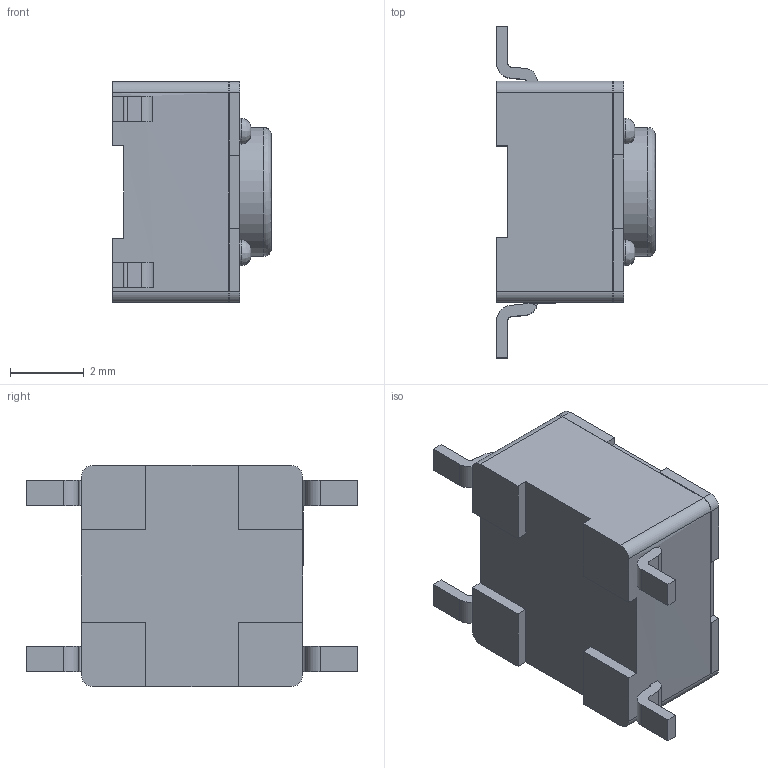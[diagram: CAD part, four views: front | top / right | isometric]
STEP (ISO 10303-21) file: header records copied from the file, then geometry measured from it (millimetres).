
FILE_DESCRIPTION( ( '' ), ' ' );
FILE_NAME( '5a04621e5b30fa1114af32e4.step', '2017-11-09T14:12:43', ( '' ), ( '' ), ' ', ' ', ' ' );
FILE_SCHEMA( ( 'AUTOMOTIVE_DESIGN { 1 0 10303 214 1 1 1 1 }' ) );
Length unit declared in the file: metre
Products named in the file (1): 1
Bounding box: 4.3 x 9 x 6 mm (x, y, z)
Volume: 126.7 mm3; surface area: 191.6 mm2
Topology: 1 solids, 1 shells, 110 faces, 293 edges, 196 vertices
Faces by surface type: plane 77, cylinder 28, bspline 4, revolution 1
Full cylindrical faces by diameter (mm): 0.7 x4, 3.5 x1
Entity records: 4350 total; most frequent: CARTESIAN_POINT 748, ORIENTED_EDGE 556, DIRECTION 544, EDGE_CURVE 278, LINE 211, VECTOR 211, VERTEX_POINT 191, AXIS2_PLACEMENT_3D 166
